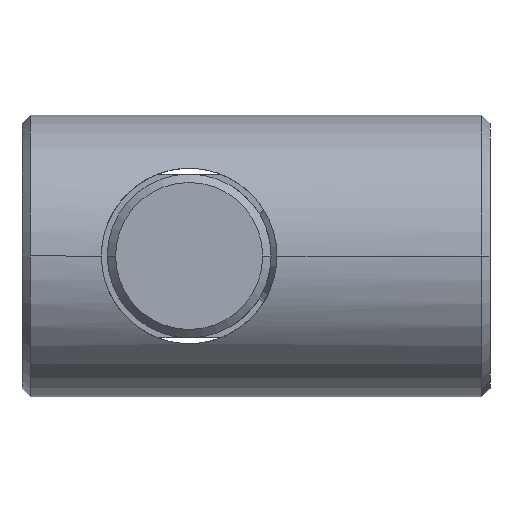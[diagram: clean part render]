
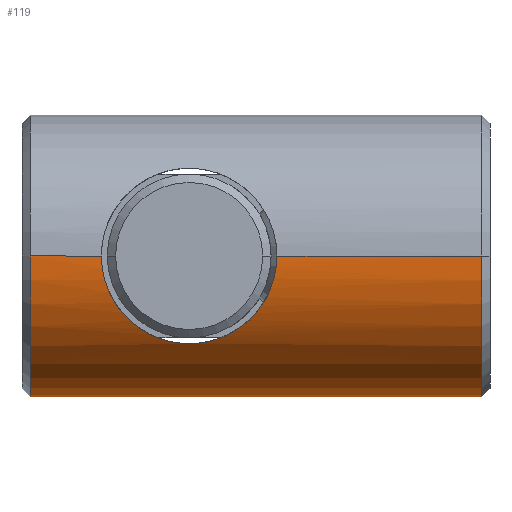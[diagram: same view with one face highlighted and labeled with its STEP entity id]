
A CAD part, left-side view. The second image highlights one B-rep face of the part: STEP entity #119.
In plain terms, the highlighted cylindrical face has radius 8.425 mm (diameter 16.85 mm), a partial arc.
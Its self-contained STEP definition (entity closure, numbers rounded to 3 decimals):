
#119=ADVANCED_FACE('',(#267),#268,.T.);
#267=FACE_OUTER_BOUND('',#442,.T.);
#268=CYLINDRICAL_SURFACE('',#443,8.425);
#442=EDGE_LOOP('',(#721,#722,#723,#724,#725,#726,#727,#728,#729));
#443=AXIS2_PLACEMENT_3D('',#730,#731,#732);
#721=ORIENTED_EDGE('',*,*,#1040,.F.);
#722=ORIENTED_EDGE('',*,*,#1089,.T.);
#723=ORIENTED_EDGE('',*,*,#1063,.T.);
#724=ORIENTED_EDGE('',*,*,#1046,.T.);
#725=ORIENTED_EDGE('',*,*,#1049,.T.);
#726=ORIENTED_EDGE('',*,*,#1044,.T.);
#727=ORIENTED_EDGE('',*,*,#1092,.T.);
#728=ORIENTED_EDGE('',*,*,#1042,.F.);
#729=ORIENTED_EDGE('',*,*,#1058,.T.);
#730=CARTESIAN_POINT('',(-22.5,10.0,0.0));
#731=DIRECTION('',(0.,-1.0,0.0));
#732=DIRECTION('',(1.0,0.,0.0));
#1040=EDGE_CURVE('',#1238,#1240,#1241,.T.);
#1042=EDGE_CURVE('',#1242,#1244,#1245,.T.);
#1044=EDGE_CURVE('',#1248,#1246,#1249,.T.);
#1046=EDGE_CURVE('',#1252,#1250,#1253,.T.);
#1049=EDGE_CURVE('',#1250,#1248,#1256,.F.);
#1058=EDGE_CURVE('',#1242,#1240,#1267,.F.);
#1063=EDGE_CURVE('',#1274,#1252,#1275,.T.);
#1089=EDGE_CURVE('',#1238,#1274,#1307,.T.);
#1092=EDGE_CURVE('',#1246,#1244,#1310,.T.);
#1238=VERTEX_POINT('',#1615);
#1240=VERTEX_POINT('',#1617);
#1241=LINE('',#1618,#1619);
#1242=VERTEX_POINT('',#1620);
#1244=VERTEX_POINT('',#1663);
#1245=LINE('',#1664,#1665);
#1246=VERTEX_POINT('',#1666);
#1248=VERTEX_POINT('',#1668);
#1249=LINE('',#1669,#1670);
#1250=VERTEX_POINT('',#1671);
#1252=VERTEX_POINT('',#1714);
#1253=LINE('',#1715,#1716);
#1256=B_SPLINE_CURVE_WITH_KNOTS('',3,(#1719,#1720,#1721,#1722,#1723,#1724,#1725,#1726,#1727,#1728,#1729,#1730,#1731,#1732,#1733,#1734,#1735,#1736,#1737,#1738,#1739,#1740,#1741,#1742,#1743,#1744,#1745,#1746,#1747,#1748,#1749,#1750,#1751,#1752,#1753,#1754,#1755,#1756,#1757,#1758,#1759,#1760,#1761),.UNSPECIFIED.,.F.,.F.,(4,2,2,2,2,2,2,2,2,2,3,2,2,2,2,2,2,2,2,2,4),(-10.224,-9.205,-8.186,-7.167,-6.147,-5.128,-4.109,-3.082,-2.054,-1.027,0.0,1.027,2.054,3.082,4.109,5.128,6.147,7.167,8.186,9.205,10.224),.UNSPECIFIED.);
#1267=B_SPLINE_CURVE_WITH_KNOTS('',3,(#1777,#1778,#1779,#1780,#1781,#1782,#1783,#1784,#1785,#1786,#1787,#1788,#1789,#1790,#1791,#1792,#1793,#1794,#1795,#1796,#1797,#1798,#1799,#1800,#1801,#1802,#1803,#1804,#1805,#1806,#1807,#1808,#1809,#1810,#1811,#1812,#1813,#1814,#1815,#1816,#1817,#1818,#1819),.UNSPECIFIED.,.F.,.F.,(4,2,2,2,2,2,2,2,2,2,3,2,2,2,2,2,2,2,2,2,4),(-10.224,-9.205,-8.186,-7.167,-6.147,-5.128,-4.109,-3.082,-2.054,-1.027,0.0,1.027,2.054,3.082,4.109,5.128,6.147,7.167,8.186,9.205,10.224),.UNSPECIFIED.);
#1274=VERTEX_POINT('',#1828);
#1275=CIRCLE('',#1829,8.425);
#1307=CIRCLE('',#1972,8.425);
#1310=CIRCLE('',#1975,8.425);
#1615=CARTESIAN_POINT('',(-30.925,9.5,0.));
#1617=CARTESIAN_POINT('',(-30.925,5.25,0.));
#1618=CARTESIAN_POINT('',(-30.925,10.0,0.));
#1619=VECTOR('',#2358,1000.0);
#1620=CARTESIAN_POINT('',(-30.925,-5.25,0.));
#1663=CARTESIAN_POINT('',(-30.925,-17.5,0.0));
#1664=CARTESIAN_POINT('',(-30.925,10.0,0.));
#1665=VECTOR('',#2359,1000.0);
#1666=CARTESIAN_POINT('',(-14.075,-17.5,0.));
#1668=CARTESIAN_POINT('',(-14.075,-5.25,0.0));
#1669=CARTESIAN_POINT('',(-14.075,10.0,0.0));
#1670=VECTOR('',#2363,1000.0);
#1671=CARTESIAN_POINT('',(-14.075,5.25,0.));
#1714=CARTESIAN_POINT('',(-14.075,9.5,0.0));
#1715=CARTESIAN_POINT('',(-14.075,10.0,0.0));
#1716=VECTOR('',#2364,1000.0);
#1719=CARTESIAN_POINT('',(-14.325,-4.839,2.036));
#1720=CARTESIAN_POINT('',(-14.245,-4.975,1.714));
#1721=CARTESIAN_POINT('',(-14.181,-5.079,1.375));
#1722=CARTESIAN_POINT('',(-14.096,-5.216,0.688));
#1723=CARTESIAN_POINT('',(-14.075,-5.25,0.34));
#1724=CARTESIAN_POINT('',(-14.075,-5.25,-0.34));
#1725=CARTESIAN_POINT('',(-14.096,-5.216,-0.688));
#1726=CARTESIAN_POINT('',(-14.181,-5.079,-1.375));
#1727=CARTESIAN_POINT('',(-14.245,-4.975,-1.714));
#1728=CARTESIAN_POINT('',(-14.405,-4.703,-2.358));
#1729=CARTESIAN_POINT('',(-14.502,-4.536,-2.665));
#1730=CARTESIAN_POINT('',(-14.712,-4.154,-3.228));
#1731=CARTESIAN_POINT('',(-14.826,-3.939,-3.485));
#1732=CARTESIAN_POINT('',(-15.049,-3.484,-3.941));
#1733=CARTESIAN_POINT('',(-15.168,-3.226,-4.156));
#1734=CARTESIAN_POINT('',(-15.398,-2.662,-4.538));
#1735=CARTESIAN_POINT('',(-15.509,-2.357,-4.704));
#1736=CARTESIAN_POINT('',(-15.698,-1.715,-4.974));
#1737=CARTESIAN_POINT('',(-15.777,-1.378,-5.078));
#1738=CARTESIAN_POINT('',(-15.883,-0.692,-5.216));
#1739=CARTESIAN_POINT('',(-15.911,-0.342,-5.25));
#1740=CARTESIAN_POINT('',(-15.911,0.,-5.25));
#1741=CARTESIAN_POINT('',(-15.911,0.342,-5.25));
#1742=CARTESIAN_POINT('',(-15.883,0.692,-5.216));
#1743=CARTESIAN_POINT('',(-15.777,1.378,-5.078));
#1744=CARTESIAN_POINT('',(-15.698,1.715,-4.974));
#1745=CARTESIAN_POINT('',(-15.509,2.357,-4.704));
#1746=CARTESIAN_POINT('',(-15.398,2.662,-4.538));
#1747=CARTESIAN_POINT('',(-15.168,3.226,-4.156));
#1748=CARTESIAN_POINT('',(-15.049,3.484,-3.941));
#1749=CARTESIAN_POINT('',(-14.826,3.939,-3.485));
#1750=CARTESIAN_POINT('',(-14.712,4.154,-3.228));
#1751=CARTESIAN_POINT('',(-14.502,4.536,-2.665));
#1752=CARTESIAN_POINT('',(-14.405,4.703,-2.358));
#1753=CARTESIAN_POINT('',(-14.245,4.975,-1.714));
#1754=CARTESIAN_POINT('',(-14.181,5.079,-1.375));
#1755=CARTESIAN_POINT('',(-14.096,5.216,-0.688));
#1756=CARTESIAN_POINT('',(-14.075,5.25,-0.34));
#1757=CARTESIAN_POINT('',(-14.075,5.25,0.34));
#1758=CARTESIAN_POINT('',(-14.096,5.216,0.688));
#1759=CARTESIAN_POINT('',(-14.181,5.079,1.375));
#1760=CARTESIAN_POINT('',(-14.245,4.975,1.714));
#1761=CARTESIAN_POINT('',(-14.325,4.839,2.036));
#1777=CARTESIAN_POINT('',(-30.675,4.839,2.036));
#1778=CARTESIAN_POINT('',(-30.755,4.975,1.714));
#1779=CARTESIAN_POINT('',(-30.819,5.079,1.375));
#1780=CARTESIAN_POINT('',(-30.904,5.216,0.688));
#1781=CARTESIAN_POINT('',(-30.925,5.25,0.34));
#1782=CARTESIAN_POINT('',(-30.925,5.25,-0.34));
#1783=CARTESIAN_POINT('',(-30.904,5.216,-0.688));
#1784=CARTESIAN_POINT('',(-30.819,5.079,-1.375));
#1785=CARTESIAN_POINT('',(-30.755,4.975,-1.714));
#1786=CARTESIAN_POINT('',(-30.595,4.703,-2.358));
#1787=CARTESIAN_POINT('',(-30.498,4.536,-2.665));
#1788=CARTESIAN_POINT('',(-30.288,4.154,-3.228));
#1789=CARTESIAN_POINT('',(-30.174,3.939,-3.485));
#1790=CARTESIAN_POINT('',(-29.951,3.484,-3.941));
#1791=CARTESIAN_POINT('',(-29.832,3.226,-4.156));
#1792=CARTESIAN_POINT('',(-29.602,2.662,-4.538));
#1793=CARTESIAN_POINT('',(-29.491,2.357,-4.704));
#1794=CARTESIAN_POINT('',(-29.302,1.715,-4.974));
#1795=CARTESIAN_POINT('',(-29.223,1.378,-5.078));
#1796=CARTESIAN_POINT('',(-29.117,0.692,-5.216));
#1797=CARTESIAN_POINT('',(-29.089,0.342,-5.25));
#1798=CARTESIAN_POINT('',(-29.089,0.,-5.25));
#1799=CARTESIAN_POINT('',(-29.089,-0.342,-5.25));
#1800=CARTESIAN_POINT('',(-29.117,-0.692,-5.216));
#1801=CARTESIAN_POINT('',(-29.223,-1.378,-5.078));
#1802=CARTESIAN_POINT('',(-29.302,-1.715,-4.974));
#1803=CARTESIAN_POINT('',(-29.491,-2.357,-4.704));
#1804=CARTESIAN_POINT('',(-29.602,-2.662,-4.538));
#1805=CARTESIAN_POINT('',(-29.832,-3.226,-4.156));
#1806=CARTESIAN_POINT('',(-29.951,-3.484,-3.941));
#1807=CARTESIAN_POINT('',(-30.174,-3.939,-3.485));
#1808=CARTESIAN_POINT('',(-30.288,-4.154,-3.228));
#1809=CARTESIAN_POINT('',(-30.498,-4.536,-2.665));
#1810=CARTESIAN_POINT('',(-30.595,-4.703,-2.358));
#1811=CARTESIAN_POINT('',(-30.755,-4.975,-1.714));
#1812=CARTESIAN_POINT('',(-30.819,-5.079,-1.375));
#1813=CARTESIAN_POINT('',(-30.904,-5.216,-0.688));
#1814=CARTESIAN_POINT('',(-30.925,-5.25,-0.34));
#1815=CARTESIAN_POINT('',(-30.925,-5.25,0.34));
#1816=CARTESIAN_POINT('',(-30.904,-5.216,0.688));
#1817=CARTESIAN_POINT('',(-30.819,-5.079,1.375));
#1818=CARTESIAN_POINT('',(-30.755,-4.975,1.714));
#1819=CARTESIAN_POINT('',(-30.675,-4.839,2.036));
#1828=CARTESIAN_POINT('',(-22.5,9.5,-8.425));
#1829=AXIS2_PLACEMENT_3D('',#2381,#2382,#2383);
#1972=AXIS2_PLACEMENT_3D('',#2419,#2420,#2421);
#1975=AXIS2_PLACEMENT_3D('',#2422,#2423,#2424);
#2358=DIRECTION('',(0.,-1.0,0.0));
#2359=DIRECTION('',(0.,-1.0,0.0));
#2363=DIRECTION('',(0.,-1.0,0.0));
#2364=DIRECTION('',(0.,-1.0,0.0));
#2381=CARTESIAN_POINT('',(-22.5,9.5,0.0));
#2382=DIRECTION('',(0.,-1.0,0.0));
#2383=DIRECTION('',(1.0,0.,0.0));
#2419=CARTESIAN_POINT('',(-22.5,9.5,0.0));
#2420=DIRECTION('',(0.,-1.0,0.0));
#2421=DIRECTION('',(1.0,0.,0.0));
#2422=CARTESIAN_POINT('',(-22.5,-17.5,0.0));
#2423=DIRECTION('',(0.,1.0,0.0));
#2424=DIRECTION('',(1.0,0.,0.0));
